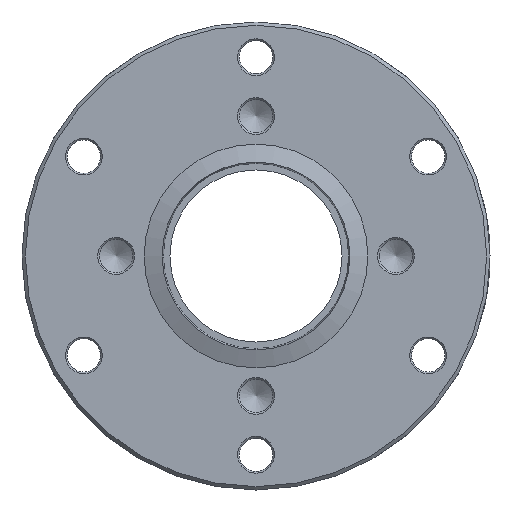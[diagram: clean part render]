
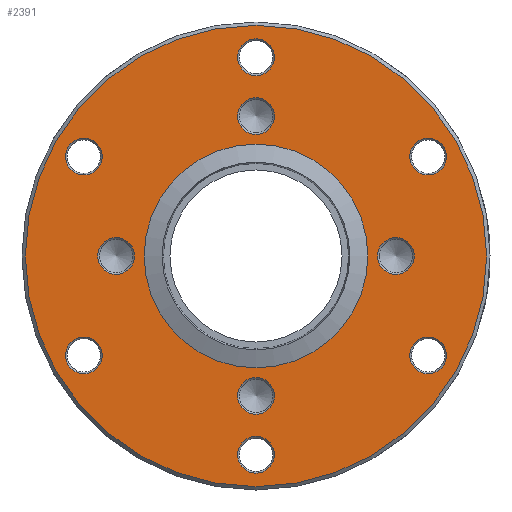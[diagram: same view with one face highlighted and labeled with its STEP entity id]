
A CAD part, front view. The second image highlights one B-rep face of the part: STEP entity #2391.
In plain terms, the highlighted planar face has unit normal (0, -1, 0).
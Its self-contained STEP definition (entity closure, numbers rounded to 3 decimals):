
#199=FACE_BOUND('',#415,.T.);
#200=FACE_BOUND('',#416,.T.);
#201=FACE_BOUND('',#417,.T.);
#202=FACE_BOUND('',#418,.T.);
#203=FACE_BOUND('',#419,.T.);
#204=FACE_BOUND('',#420,.T.);
#205=FACE_BOUND('',#421,.T.);
#206=FACE_BOUND('',#422,.T.);
#207=FACE_BOUND('',#423,.T.);
#208=FACE_BOUND('',#424,.T.);
#209=FACE_BOUND('',#425,.T.);
#225=PLANE('',#2558);
#273=FACE_OUTER_BOUND('',#414,.T.);
#414=EDGE_LOOP('',(#1618));
#415=EDGE_LOOP('',(#1619));
#416=EDGE_LOOP('',(#1620));
#417=EDGE_LOOP('',(#1621));
#418=EDGE_LOOP('',(#1622));
#419=EDGE_LOOP('',(#1623));
#420=EDGE_LOOP('',(#1624));
#421=EDGE_LOOP('',(#1625));
#422=EDGE_LOOP('',(#1626));
#423=EDGE_LOOP('',(#1627));
#424=EDGE_LOOP('',(#1628));
#425=EDGE_LOOP('',(#1629));
#884=CIRCLE('',#2555,2.709);
#887=CIRCLE('',#2559,34.05);
#888=CIRCLE('',#2560,2.709);
#889=CIRCLE('',#2561,2.709);
#890=CIRCLE('',#2562,2.709);
#891=CIRCLE('',#2563,2.709);
#892=CIRCLE('',#2564,2.709);
#893=CIRCLE('',#2565,16.51);
#894=CIRCLE('',#2566,2.709);
#895=CIRCLE('',#2567,2.709);
#896=CIRCLE('',#2568,2.709);
#897=CIRCLE('',#2569,2.709);
#990=VERTEX_POINT('',#3403);
#993=VERTEX_POINT('',#3411);
#994=VERTEX_POINT('',#3413);
#995=VERTEX_POINT('',#3415);
#996=VERTEX_POINT('',#3417);
#997=VERTEX_POINT('',#3419);
#998=VERTEX_POINT('',#3421);
#999=VERTEX_POINT('',#3423);
#1000=VERTEX_POINT('',#3425);
#1001=VERTEX_POINT('',#3427);
#1002=VERTEX_POINT('',#3429);
#1003=VERTEX_POINT('',#3431);
#1238=EDGE_CURVE('',#990,#990,#884,.T.);
#1242=EDGE_CURVE('',#993,#993,#887,.T.);
#1243=EDGE_CURVE('',#994,#994,#888,.T.);
#1244=EDGE_CURVE('',#995,#995,#889,.T.);
#1245=EDGE_CURVE('',#996,#996,#890,.T.);
#1246=EDGE_CURVE('',#997,#997,#891,.T.);
#1247=EDGE_CURVE('',#998,#998,#892,.T.);
#1248=EDGE_CURVE('',#999,#999,#893,.T.);
#1249=EDGE_CURVE('',#1000,#1000,#894,.T.);
#1250=EDGE_CURVE('',#1001,#1001,#895,.T.);
#1251=EDGE_CURVE('',#1002,#1002,#896,.T.);
#1252=EDGE_CURVE('',#1003,#1003,#897,.T.);
#1618=ORIENTED_EDGE('',*,*,#1242,.F.);
#1619=ORIENTED_EDGE('',*,*,#1243,.F.);
#1620=ORIENTED_EDGE('',*,*,#1244,.F.);
#1621=ORIENTED_EDGE('',*,*,#1245,.F.);
#1622=ORIENTED_EDGE('',*,*,#1246,.F.);
#1623=ORIENTED_EDGE('',*,*,#1247,.F.);
#1624=ORIENTED_EDGE('',*,*,#1248,.F.);
#1625=ORIENTED_EDGE('',*,*,#1249,.F.);
#1626=ORIENTED_EDGE('',*,*,#1250,.F.);
#1627=ORIENTED_EDGE('',*,*,#1251,.F.);
#1628=ORIENTED_EDGE('',*,*,#1252,.F.);
#1629=ORIENTED_EDGE('',*,*,#1238,.F.);
#2391=ADVANCED_FACE('',(#273,#199,#200,#201,#202,#203,#204,#205,#206,#207,
#208,#209),#225,.T.);
#2555=AXIS2_PLACEMENT_3D('',#3404,#2789,#2790);
#2558=AXIS2_PLACEMENT_3D('',#3410,#2796,#2797);
#2559=AXIS2_PLACEMENT_3D('',#3412,#2798,#2799);
#2560=AXIS2_PLACEMENT_3D('',#3414,#2800,#2801);
#2561=AXIS2_PLACEMENT_3D('',#3416,#2802,#2803);
#2562=AXIS2_PLACEMENT_3D('',#3418,#2804,#2805);
#2563=AXIS2_PLACEMENT_3D('',#3420,#2806,#2807);
#2564=AXIS2_PLACEMENT_3D('',#3422,#2808,#2809);
#2565=AXIS2_PLACEMENT_3D('',#3424,#2810,#2811);
#2566=AXIS2_PLACEMENT_3D('',#3426,#2812,#2813);
#2567=AXIS2_PLACEMENT_3D('',#3428,#2814,#2815);
#2568=AXIS2_PLACEMENT_3D('',#3430,#2816,#2817);
#2569=AXIS2_PLACEMENT_3D('',#3432,#2818,#2819);
#2789=DIRECTION('center_axis',(0.,-1.,0.));
#2790=DIRECTION('ref_axis',(0.,0.,1.));
#2796=DIRECTION('center_axis',(0.,-1.,0.));
#2797=DIRECTION('ref_axis',(0.,0.,-1.));
#2798=DIRECTION('center_axis',(0.,1.,0.));
#2799=DIRECTION('ref_axis',(1.,0.,0.));
#2800=DIRECTION('center_axis',(0.,-1.,0.));
#2801=DIRECTION('ref_axis',(1.,0.,0.));
#2802=DIRECTION('center_axis',(0.,-1.,0.));
#2803=DIRECTION('ref_axis',(-1.,0.,0.));
#2804=DIRECTION('center_axis',(0.,-1.,0.));
#2805=DIRECTION('ref_axis',(0.5,0.,-0.866));
#2806=DIRECTION('center_axis',(0.,-1.,0.));
#2807=DIRECTION('ref_axis',(-1.,0.,0.));
#2808=DIRECTION('center_axis',(0.,-1.,0.));
#2809=DIRECTION('ref_axis',(0.5,0.,0.866));
#2810=DIRECTION('center_axis',(0.,-1.,0.));
#2811=DIRECTION('ref_axis',(1.,0.,0.));
#2812=DIRECTION('center_axis',(0.,-1.,0.));
#2813=DIRECTION('ref_axis',(1.,0.,0.));
#2814=DIRECTION('center_axis',(0.,-1.,0.));
#2815=DIRECTION('ref_axis',(-0.5,0.,0.866));
#2816=DIRECTION('center_axis',(0.,-1.,0.));
#2817=DIRECTION('ref_axis',(-0.5,0.,-0.866));
#2818=DIRECTION('center_axis',(0.,-1.,0.));
#2819=DIRECTION('ref_axis',(0.,0.,-1.));
#3403=CARTESIAN_POINT('',(0.,0.,17.942));
#3404=CARTESIAN_POINT('Origin',(0.,0.,20.65));
#3410=CARTESIAN_POINT('Origin',(-16.51,0.,0.));
#3411=CARTESIAN_POINT('',(-34.05,0.,0.));
#3412=CARTESIAN_POINT('Origin',(0.,0.,0.));
#3413=CARTESIAN_POINT('',(17.942,0.,0.));
#3414=CARTESIAN_POINT('Origin',(20.65,0.,0.));
#3415=CARTESIAN_POINT('',(-17.942,0.,0.));
#3416=CARTESIAN_POINT('Origin',(-20.65,0.,0.));
#3417=CARTESIAN_POINT('',(-26.772,0.,-12.329));
#3418=CARTESIAN_POINT('Origin',(-25.418,0.,-14.675));
#3419=CARTESIAN_POINT('',(2.709,0.,29.35));
#3420=CARTESIAN_POINT('Origin',(0.,0.,29.35));
#3421=CARTESIAN_POINT('',(24.064,0.,-17.021));
#3422=CARTESIAN_POINT('Origin',(25.418,0.,-14.675));
#3423=CARTESIAN_POINT('',(16.51,0.,0.));
#3424=CARTESIAN_POINT('Origin',(0.,0.,0.));
#3425=CARTESIAN_POINT('',(-2.709,0.,-29.35));
#3426=CARTESIAN_POINT('Origin',(0.,0.,-29.35));
#3427=CARTESIAN_POINT('',(26.772,0.,12.329));
#3428=CARTESIAN_POINT('Origin',(25.418,0.,14.675));
#3429=CARTESIAN_POINT('',(-24.064,0.,17.021));
#3430=CARTESIAN_POINT('Origin',(-25.418,0.,14.675));
#3431=CARTESIAN_POINT('',(0.,0.,-17.942));
#3432=CARTESIAN_POINT('Origin',(0.,0.,-20.65));
